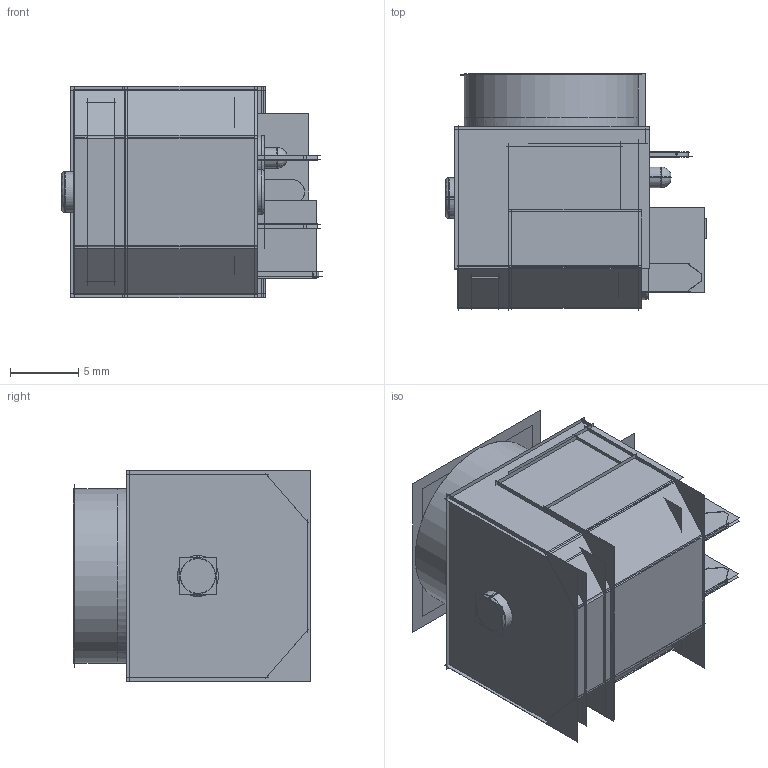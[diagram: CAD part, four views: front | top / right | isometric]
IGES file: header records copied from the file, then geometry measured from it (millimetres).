
Start section:  PTC IGES file: JACKPWRDIN3L.igs
Global section: file name: JACKPWRDIN3L.igs; native system: Creo Parametric by PTC Inc.; preprocessor: 2018050; author: wangjunfeng; organization: Unknown; date: 20220221.151458; units: millimetre
Bounding box: 19.04 x 17.38 x 15.5 mm (x, y, z)
Surface area: 12538.2 mm2 (no closed solid volume)
Topology: 0 solids, 0 shells, 778 faces, 11320 edges, 14686 vertices
Faces by surface type: bspline 568, revolution 210
